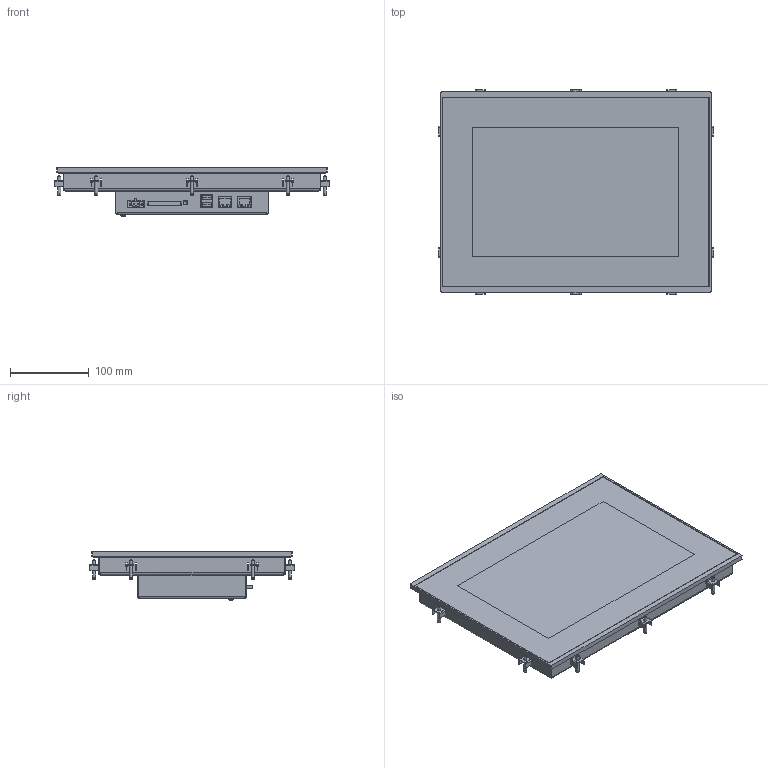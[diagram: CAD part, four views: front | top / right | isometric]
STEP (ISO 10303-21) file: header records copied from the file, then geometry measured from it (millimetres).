
FILE_DESCRIPTION(/* description */ (''),/* implementation_level */ '2;1');
FILE_NAME(/* name */ 'OT1212WM_BE1.stp',/* time_stamp */ '2021-03-10T13:04:56+01:00',/* author */ ('lule'),/* organization */ ('2020 Bachmann electronic GmbH'),/* preprocessor_version */ 'ST-DEVELOPER v18.1',/* originating_system */ 'Autodesk Inventor 2021',/* authorisation */ '-');
FILE_SCHEMA (('AUTOMOTIVE_DESIGN { 1 0 10303 214 3 1 1 }'));
Length unit declared in the file: millimetre
Products named in the file (2): Baugruppe1; Bauteil1
Assembly tree (1 placements, depth 2):
  Baugruppe1
    Bauteil1
Bounding box: 349.2 x 260.2 x 62.15 mm (x, y, z)
Volume: 585993.8 mm3; surface area: 626376.5 mm2
Topology: 16 solids, 16 shells, 1217 faces, 3168 edges, 2070 vertices
Faces by surface type: plane 921, bspline 157, cylinder 113, cone 21, torus 4, sphere 1
Full cylindrical faces by diameter (mm): 1 x2, 2.5 x2, 3 x4, 4 x22, 7 x1
Entity records: 38870 total; most frequent: CARTESIAN_POINT 8379, ORIENTED_EDGE 6336, DIRECTION 5243, EDGE_CURVE 3168, LINE 2591, VECTOR 2591, VERTEX_POINT 2070, EDGE_LOOP 1362
